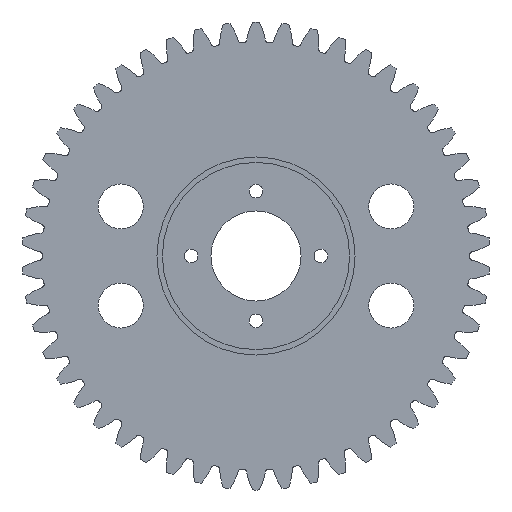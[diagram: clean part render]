
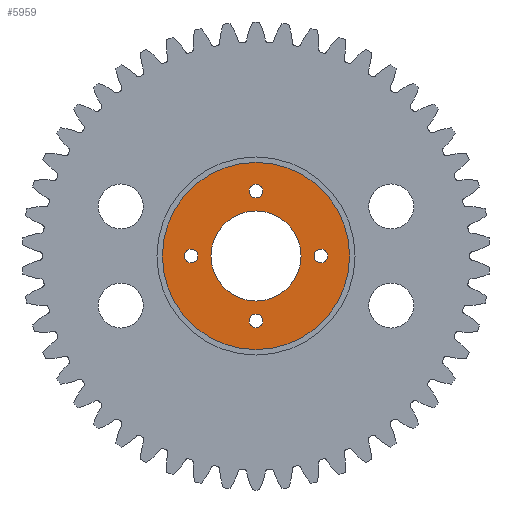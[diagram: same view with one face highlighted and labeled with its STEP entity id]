
A CAD part, front view. The second image highlights one B-rep face of the part: STEP entity #5959.
In plain terms, the highlighted planar face has unit normal (0, -1, 0).
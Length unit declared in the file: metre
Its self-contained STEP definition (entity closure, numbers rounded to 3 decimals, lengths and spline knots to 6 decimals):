
#915=PLANE('',#6612);
#2743=ORIENTED_EDGE('',*,*,#2765,.T.);
#2744=ORIENTED_EDGE('',*,*,#2773,.F.);
#2745=ORIENTED_EDGE('',*,*,#2771,.F.);
#2746=ORIENTED_EDGE('',*,*,#2769,.F.);
#2747=ORIENTED_EDGE('',*,*,#2767,.F.);
#2748=ORIENTED_EDGE('',*,*,#3687,.T.);
#2765=EDGE_CURVE('',#3689,#3689,#4313,.F.);
#2767=EDGE_CURVE('',#3691,#3691,#4315,.T.);
#2769=EDGE_CURVE('',#3693,#3693,#4317,.T.);
#2771=EDGE_CURVE('',#3695,#3695,#4319,.T.);
#2773=EDGE_CURVE('',#3697,#3697,#4321,.T.);
#3687=EDGE_CURVE('',#4311,#4311,#4735,.T.);
#3689=VERTEX_POINT('',#8207);
#3691=VERTEX_POINT('',#8212);
#3693=VERTEX_POINT('',#8217);
#3695=VERTEX_POINT('',#8222);
#3697=VERTEX_POINT('',#8227);
#4311=VERTEX_POINT('',#14560);
#4313=CIRCLE('',#5980,0.005);
#4315=CIRCLE('',#5983,0.00075);
#4317=CIRCLE('',#5986,0.00075);
#4319=CIRCLE('',#5989,0.00075);
#4321=CIRCLE('',#5992,0.00075);
#4735=CIRCLE('',#6611,0.0104);
#5065=EDGE_LOOP('',(#2743));
#5066=EDGE_LOOP('',(#2744));
#5067=EDGE_LOOP('',(#2745));
#5068=EDGE_LOOP('',(#2746));
#5069=EDGE_LOOP('',(#2747));
#5070=EDGE_LOOP('',(#2748));
#5415=FACE_BOUND('',#5065,.T.);
#5416=FACE_BOUND('',#5066,.T.);
#5417=FACE_BOUND('',#5067,.T.);
#5418=FACE_BOUND('',#5068,.T.);
#5419=FACE_BOUND('',#5069,.T.);
#5420=FACE_BOUND('',#5070,.T.);
#5959=ADVANCED_FACE('',(#5415,#5416,#5417,#5418,#5419,#5420),#915,.T.);
#5980=AXIS2_PLACEMENT_3D('',#8206,#6624,#6625);
#5983=AXIS2_PLACEMENT_3D('',#8211,#6630,#6631);
#5986=AXIS2_PLACEMENT_3D('',#8216,#6636,#6637);
#5989=AXIS2_PLACEMENT_3D('',#8221,#6642,#6643);
#5992=AXIS2_PLACEMENT_3D('',#8226,#6648,#6649);
#6611=AXIS2_PLACEMENT_3D('',#14559,#8186,#8187);
#6612=AXIS2_PLACEMENT_3D('',#14561,#8188,#8189);
#6624=DIRECTION('',(0.,-1.,0.));
#6625=DIRECTION('',(0.,0.,-1.));
#6630=DIRECTION('',(0.,-1.,0.));
#6631=DIRECTION('',(0.,0.,-1.));
#6636=DIRECTION('',(0.,-1.,0.));
#6637=DIRECTION('',(0.,0.,-1.));
#6642=DIRECTION('',(0.,-1.,0.));
#6643=DIRECTION('',(0.,0.,-1.));
#6648=DIRECTION('',(0.,-1.,0.));
#6649=DIRECTION('',(0.,0.,-1.));
#8186=DIRECTION('',(0.,-1.,0.));
#8187=DIRECTION('',(0.,0.,-1.));
#8188=DIRECTION('',(0.,-1.,0.));
#8189=DIRECTION('',(1.,0.,0.));
#8206=CARTESIAN_POINT('',(0.,-0.0055,0.));
#8207=CARTESIAN_POINT('',(0.,-0.0055,-0.005));
#8211=CARTESIAN_POINT('',(0.,-0.0055,-0.0072));
#8212=CARTESIAN_POINT('',(0.,-0.0055,-0.00795));
#8216=CARTESIAN_POINT('',(0.0072,-0.0055,0.));
#8217=CARTESIAN_POINT('',(0.0072,-0.0055,-0.00075));
#8221=CARTESIAN_POINT('',(-0.0072,-0.0055,0.));
#8222=CARTESIAN_POINT('',(-0.0072,-0.0055,-0.00075));
#8226=CARTESIAN_POINT('',(0.,-0.0055,0.0072));
#8227=CARTESIAN_POINT('',(0.,-0.0055,0.00645));
#14559=CARTESIAN_POINT('',(0.,-0.0055,0.));
#14560=CARTESIAN_POINT('',(0.,-0.0055,-0.0104));
#14561=CARTESIAN_POINT('',(0.,-0.0055,0.));
